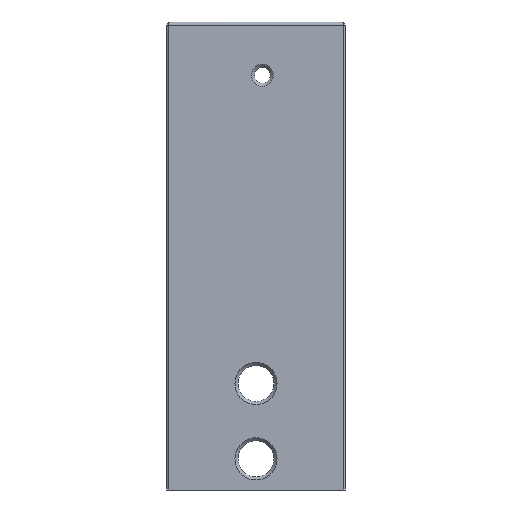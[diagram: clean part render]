
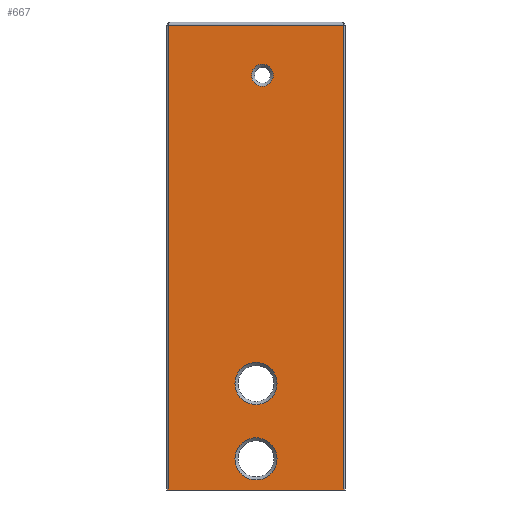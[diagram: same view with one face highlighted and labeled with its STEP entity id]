
A CAD part, front view. The second image highlights one B-rep face of the part: STEP entity #667.
In plain terms, the highlighted planar face has unit normal (0, -1, 0).
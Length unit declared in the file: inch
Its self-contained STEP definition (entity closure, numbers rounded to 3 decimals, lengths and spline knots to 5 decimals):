
#29=FACE_BOUND('',#113,.T.);
#30=FACE_BOUND('',#114,.T.);
#31=FACE_BOUND('',#115,.T.);
#35=PLANE('',#736);
#68=FACE_OUTER_BOUND('',#112,.T.);
#112=EDGE_LOOP('',(#482,#483,#484,#485));
#113=EDGE_LOOP('',(#486));
#114=EDGE_LOOP('',(#487));
#115=EDGE_LOOP('',(#488));
#164=LINE('',#1058,#221);
#165=LINE('',#1060,#222);
#166=LINE('',#1062,#223);
#167=LINE('',#1063,#224);
#221=VECTOR('',#839,0.3937);
#222=VECTOR('',#840,0.3937);
#223=VECTOR('',#841,0.3937);
#224=VECTOR('',#842,0.3937);
#275=CIRCLE('',#735,0.109);
#276=CIRCLE('',#737,0.21);
#277=CIRCLE('',#738,0.21);
#314=VERTEX_POINT('',#1052);
#315=VERTEX_POINT('',#1056);
#316=VERTEX_POINT('',#1057);
#317=VERTEX_POINT('',#1059);
#318=VERTEX_POINT('',#1061);
#319=VERTEX_POINT('',#1064);
#320=VERTEX_POINT('',#1066);
#375=EDGE_CURVE('',#314,#314,#275,.T.);
#377=EDGE_CURVE('',#315,#316,#164,.T.);
#378=EDGE_CURVE('',#315,#317,#165,.T.);
#379=EDGE_CURVE('',#318,#317,#166,.T.);
#380=EDGE_CURVE('',#318,#316,#167,.T.);
#381=EDGE_CURVE('',#319,#319,#276,.T.);
#382=EDGE_CURVE('',#320,#320,#277,.T.);
#482=ORIENTED_EDGE('',*,*,#377,.F.);
#483=ORIENTED_EDGE('',*,*,#378,.T.);
#484=ORIENTED_EDGE('',*,*,#379,.F.);
#485=ORIENTED_EDGE('',*,*,#380,.T.);
#486=ORIENTED_EDGE('',*,*,#381,.F.);
#487=ORIENTED_EDGE('',*,*,#382,.F.);
#488=ORIENTED_EDGE('',*,*,#375,.F.);
#667=ADVANCED_FACE('',(#68,#29,#30,#31),#35,.T.);
#735=AXIS2_PLACEMENT_3D('',#1053,#834,#835);
#736=AXIS2_PLACEMENT_3D('',#1055,#837,#838);
#737=AXIS2_PLACEMENT_3D('',#1065,#843,#844);
#738=AXIS2_PLACEMENT_3D('',#1067,#845,#846);
#834=DIRECTION('center_axis',(0.,-1.,0.));
#835=DIRECTION('ref_axis',(-1.,0.,0.));
#837=DIRECTION('center_axis',(0.,-1.,0.));
#838=DIRECTION('ref_axis',(1.,0.,0.));
#839=DIRECTION('',(1.,0.,0.));
#840=DIRECTION('',(0.,0.,-1.));
#841=DIRECTION('',(-1.,0.,0.));
#842=DIRECTION('',(0.,0.,1.));
#843=DIRECTION('center_axis',(0.,-1.,0.));
#844=DIRECTION('ref_axis',(-1.,0.,0.));
#845=DIRECTION('center_axis',(0.,-1.,0.));
#846=DIRECTION('ref_axis',(-1.,0.,0.));
#1052=CARTESIAN_POINT('',(0.173,-0.11375,1.83));
#1053=CARTESIAN_POINT('Origin',(0.064,-0.11375,1.83));
#1055=CARTESIAN_POINT('Origin',(-0.87325,-0.11375,0.));
#1056=CARTESIAN_POINT('',(-0.87325,-0.11375,2.33));
#1057=CARTESIAN_POINT('',(0.87325,-0.11375,2.33));
#1058=CARTESIAN_POINT('',(-0.43663,-0.11375,2.33));
#1059=CARTESIAN_POINT('',(-0.87325,-0.11375,-2.3));
#1060=CARTESIAN_POINT('',(-0.87325,-0.11375,0.));
#1061=CARTESIAN_POINT('',(0.87325,-0.11375,-2.3));
#1062=CARTESIAN_POINT('',(-0.87325,-0.11375,-2.3));
#1063=CARTESIAN_POINT('',(0.87325,-0.11375,0.));
#1064=CARTESIAN_POINT('',(0.21,-0.11375,-1.24));
#1065=CARTESIAN_POINT('Origin',(0.,-0.11375,
-1.24));
#1066=CARTESIAN_POINT('',(0.21,-0.11375,-1.99));
#1067=CARTESIAN_POINT('Origin',(0.,-0.11375,
-1.99));
